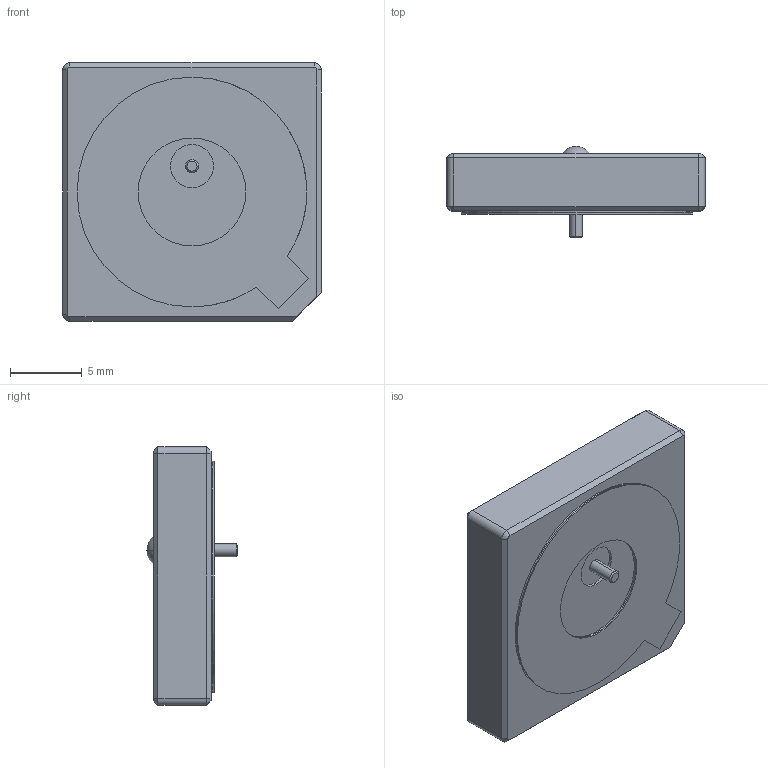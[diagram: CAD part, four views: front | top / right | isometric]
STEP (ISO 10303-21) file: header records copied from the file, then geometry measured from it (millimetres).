
FILE_DESCRIPTION (( 'STEP AP214' ), '1' );
FILE_NAME ('CGGP.18.4.C.02.STEP', '2019-05-03T02:58:31', ( '' ), ( '' ), 'SwSTEP 2.0', 'SolidWorks 2017', '' );
FILE_SCHEMA (( 'AUTOMOTIVE_DESIGN' ));
Length unit declared in the file: millimetre
Products named in the file (1): CGGP.18.4.C.02
Bounding box: 18 x 6.35 x 18 mm (x, y, z)
Surface area: 1566.3 mm2 (no closed solid volume)
Topology: 0 solids, 4 shells, 240 faces, 749 edges, 509 vertices
Faces by surface type: plane 123, bspline 86, cylinder 21, cone 8, sphere 2
Entity records: 16307 total; most frequent: CARTESIAN_POINT 7737, ORIENTED_EDGE 1286, DIRECTION 891, EDGE_CURVE 749, VERTEX_POINT 509, VECTOR 461, LINE 461, EDGE_LOOP 280
